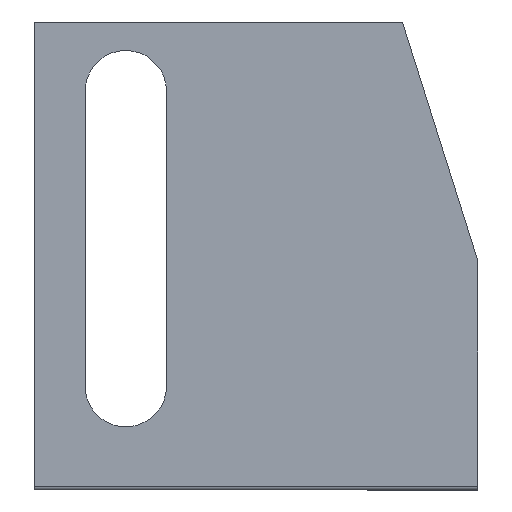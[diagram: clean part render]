
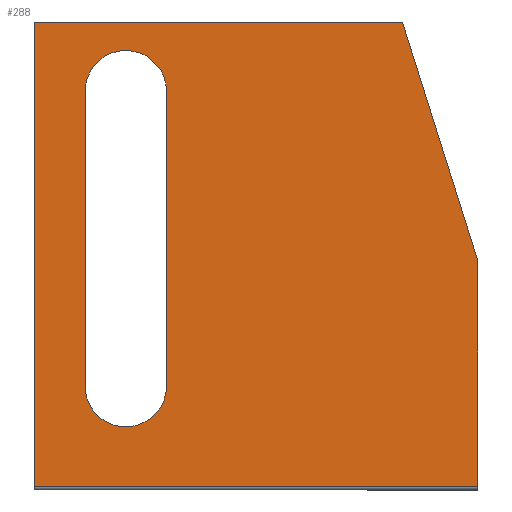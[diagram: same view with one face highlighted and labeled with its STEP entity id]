
A CAD part, front view. The second image highlights one B-rep face of the part: STEP entity #288.
In plain terms, the highlighted planar face has unit normal (0, -1, 0).
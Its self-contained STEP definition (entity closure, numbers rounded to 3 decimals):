
#7 = LINE ( 'NONE', #275, #347 ) ;
#13 = CARTESIAN_POINT ( 'NONE',  ( 181., -1., 0. ) ) ;
#47 = DIRECTION ( 'NONE',  ( 0., 1., 0. ) ) ;
#48 = EDGE_LOOP ( 'NONE', ( #384, #475, #566, #498, #278 ) ) ;
#50 = EDGE_CURVE ( 'NONE', #272, #303, #165, .T. ) ;
#56 = VECTOR ( 'NONE', #456, 1000. ) ;
#58 = CARTESIAN_POINT ( 'NONE',  ( 45., -1., -179. ) ) ;
#64 = LINE ( 'NONE', #457, #268 ) ;
#71 = ORIENTED_EDGE ( 'NONE', *, *, #547, .T. ) ;
#85 = EDGE_CURVE ( 'NONE', #239, #393, #285, .T. ) ;
#92 = CARTESIAN_POINT ( 'NONE',  ( 218., -1., -228.263 ) ) ;
#94 = VERTEX_POINT ( 'NONE', #388 ) ;
#103 = VERTEX_POINT ( 'NONE', #253 ) ;
#118 = EDGE_CURVE ( 'NONE', #94, #488, #526, .T. ) ;
#136 = CARTESIAN_POINT ( 'NONE',  ( 0., -1., -240. ) ) ;
#143 = DIRECTION ( 'NONE',  ( 0., 0., 1. ) ) ;
#155 = LINE ( 'NONE', #309, #601 ) ;
#157 = DIRECTION ( 'NONE',  ( 0., 1., 0. ) ) ;
#165 = CIRCLE ( 'NONE', #297, 20. ) ;
#188 = EDGE_CURVE ( 'NONE', #488, #103, #155, .T. ) ;
#192 = VECTOR ( 'NONE', #441, 1000. ) ;
#201 = LINE ( 'NONE', #136, #56 ) ;
#202 = CARTESIAN_POINT ( 'NONE',  ( 65., -1., -34. ) ) ;
#220 = EDGE_CURVE ( 'NONE', #393, #94, #201, .T. ) ;
#221 = VECTOR ( 'NONE', #365, 1000. ) ;
#223 = ORIENTED_EDGE ( 'NONE', *, *, #286, .T. ) ;
#233 = AXIS2_PLACEMENT_3D ( 'NONE', #364, #511, #559 ) ;
#239 = VERTEX_POINT ( 'NONE', #92 ) ;
#246 = DIRECTION ( 'NONE',  ( 0., 0., -1. ) ) ;
#252 = DIRECTION ( 'NONE',  ( 0., 0., -1. ) ) ;
#253 = CARTESIAN_POINT ( 'NONE',  ( 218., -1., -117.303 ) ) ;
#256 = EDGE_CURVE ( 'NONE', #417, #443, #469, .T. ) ;
#259 = DIRECTION ( 'NONE',  ( 1., 0., 0. ) ) ;
#268 = VECTOR ( 'NONE', #143, 1000. ) ;
#272 = VERTEX_POINT ( 'NONE', #562 ) ;
#275 = CARTESIAN_POINT ( 'NONE',  ( 65., -1., -179. ) ) ;
#278 = ORIENTED_EDGE ( 'NONE', *, *, #220, .F. ) ;
#280 = EDGE_CURVE ( 'NONE', #443, #272, #7, .T. ) ;
#283 = AXIS2_PLACEMENT_3D ( 'NONE', #287, #336, #252 ) ;
#285 = LINE ( 'NONE', #302, #192 ) ;
#286 = EDGE_CURVE ( 'NONE', #303, #546, #64, .T. ) ;
#287 = CARTESIAN_POINT ( 'NONE',  ( 45., -1., -34. ) ) ;
#288 = ADVANCED_FACE ( 'NONE', ( #311, #592 ), #460, .F. ) ;
#293 = ORIENTED_EDGE ( 'NONE', *, *, #50, .T. ) ;
#294 = EDGE_LOOP ( 'NONE', ( #223, #71, #594, #421, #293 ) ) ;
#297 = AXIS2_PLACEMENT_3D ( 'NONE', #58, #157, #246 ) ;
#302 = CARTESIAN_POINT ( 'NONE',  ( 0., -1., -228.263 ) ) ;
#303 = VERTEX_POINT ( 'NONE', #458 ) ;
#309 = CARTESIAN_POINT ( 'NONE',  ( 181., -1., 0. ) ) ;
#311 = FACE_OUTER_BOUND ( 'NONE', #48, .T. ) ;
#336 = DIRECTION ( 'NONE',  ( 0., 1., 0. ) ) ;
#347 = VECTOR ( 'NONE', #411, 1000. ) ;
#364 = CARTESIAN_POINT ( 'NONE',  ( 45., -1., -34. ) ) ;
#365 = DIRECTION ( 'NONE',  ( 0., 0., -1. ) ) ;
#377 = EDGE_CURVE ( 'NONE', #103, #239, #383, .T. ) ;
#383 = LINE ( 'NONE', #606, #221 ) ;
#384 = ORIENTED_EDGE ( 'NONE', *, *, #85, .F. ) ;
#388 = CARTESIAN_POINT ( 'NONE',  ( 0., -1., 0. ) ) ;
#393 = VERTEX_POINT ( 'NONE', #420 ) ;
#411 = DIRECTION ( 'NONE',  ( 0., 0., -1. ) ) ;
#417 = VERTEX_POINT ( 'NONE', #473 ) ;
#420 = CARTESIAN_POINT ( 'NONE',  ( 0., -1., -228.263 ) ) ;
#421 = ORIENTED_EDGE ( 'NONE', *, *, #280, .T. ) ;
#422 = CARTESIAN_POINT ( 'NONE',  ( 25., -1., -34. ) ) ;
#437 = AXIS2_PLACEMENT_3D ( 'NONE', #463, #47, #552 ) ;
#439 = CARTESIAN_POINT ( 'NONE',  ( 0., -1., 0. ) ) ;
#441 = DIRECTION ( 'NONE',  ( -1., 0., 0. ) ) ;
#443 = VERTEX_POINT ( 'NONE', #202 ) ;
#456 = DIRECTION ( 'NONE',  ( 0., 0., 1. ) ) ;
#457 = CARTESIAN_POINT ( 'NONE',  ( 25., -1., -179. ) ) ;
#458 = CARTESIAN_POINT ( 'NONE',  ( 25., -1., -179. ) ) ;
#460 = PLANE ( 'NONE',  #437 ) ;
#463 = CARTESIAN_POINT ( 'NONE',  ( 0., -1., 0. ) ) ;
#469 = CIRCLE ( 'NONE', #233, 20. ) ;
#473 = CARTESIAN_POINT ( 'NONE',  ( 45., -1., -14. ) ) ;
#475 = ORIENTED_EDGE ( 'NONE', *, *, #377, .F. ) ;
#488 = VERTEX_POINT ( 'NONE', #13 ) ;
#495 = DIRECTION ( 'NONE',  ( 0.301, 0., -0.954 ) ) ;
#498 = ORIENTED_EDGE ( 'NONE', *, *, #118, .F. ) ;
#511 = DIRECTION ( 'NONE',  ( 0., 1., 0. ) ) ;
#514 = CIRCLE ( 'NONE', #283, 20. ) ;
#526 = LINE ( 'NONE', #439, #598 ) ;
#546 = VERTEX_POINT ( 'NONE', #422 ) ;
#547 = EDGE_CURVE ( 'NONE', #546, #417, #514, .T. ) ;
#552 = DIRECTION ( 'NONE',  ( 0., 0., 1. ) ) ;
#559 = DIRECTION ( 'NONE',  ( 0., 0., -1. ) ) ;
#562 = CARTESIAN_POINT ( 'NONE',  ( 65., -1., -179. ) ) ;
#566 = ORIENTED_EDGE ( 'NONE', *, *, #188, .F. ) ;
#592 = FACE_BOUND ( 'NONE', #294, .T. ) ;
#594 = ORIENTED_EDGE ( 'NONE', *, *, #256, .T. ) ;
#598 = VECTOR ( 'NONE', #259, 1000. ) ;
#601 = VECTOR ( 'NONE', #495, 1000. ) ;
#606 = CARTESIAN_POINT ( 'NONE',  ( 218., -1., -117.303 ) ) ;
